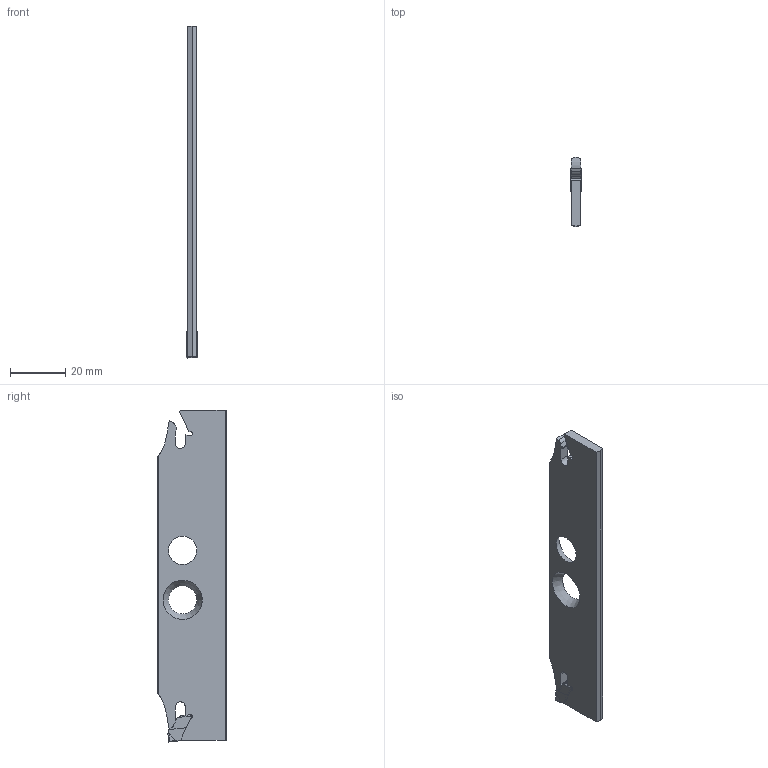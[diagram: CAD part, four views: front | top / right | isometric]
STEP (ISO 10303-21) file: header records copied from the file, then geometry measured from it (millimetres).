
FILE_DESCRIPTION(/* description */ (''),/* implementation_level */ '2;1');
FILE_NAME(/* name */ '150.10A-20-4LJET.stp',/* time_stamp */ '2014-01-24T10:23:58+06:00',/* author */ (''),/* organization */ (''),/* preprocessor_version */ 'ST-DEVELOPER v11',/* originating_system */ 'SIEMENS PLM Software NX 7.5',/* authorisation */ '');
FILE_SCHEMA (('AUTOMOTIVE_DESIGN { 1 0 10303 214 1 1 1 1 }'));
Length unit declared in the file: millimetre
Products named in the file (1): inpu80EFw0d5
Bounding box: 4.15 x 24.99 x 120.63 mm (x, y, z)
Volume: 8647.2 mm3; surface area: 6541.1 mm2
Topology: 2 solids, 2 shells, 73 faces, 216 edges, 147 vertices
Faces by surface type: plane 45, cylinder 24, cone 2, bspline 2
Entity records: 14289 total; most frequent: CARTESIAN_POINT 12287, ORIENTED_EDGE 424, DIRECTION 398, EDGE_CURVE 212, VERTEX_POINT 145, LINE 138, VECTOR 138, AXIS2_PLACEMENT_3D 130
